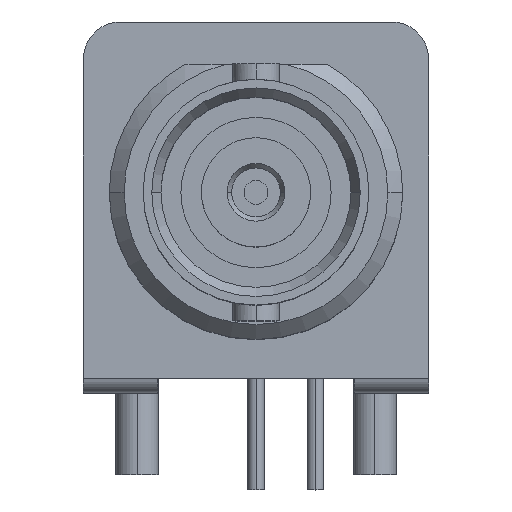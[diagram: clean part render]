
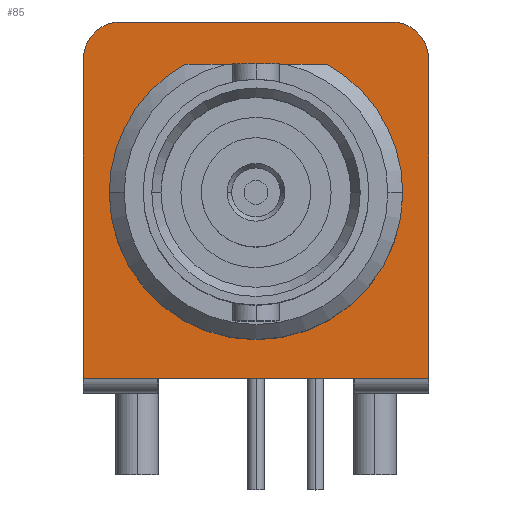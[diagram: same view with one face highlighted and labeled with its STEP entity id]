
A CAD part, top view. The second image highlights one B-rep face of the part: STEP entity #85.
In plain terms, the highlighted planar face has unit normal (0, 0, 1).
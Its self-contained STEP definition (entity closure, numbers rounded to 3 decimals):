
#85=ADVANCED_FACE('',(#265,#266),#267,.T.);
#265=FACE_OUTER_BOUND('',#549,.T.);
#266=FACE_BOUND('',#550,.T.);
#267=PLANE('',#551);
#549=EDGE_LOOP('',(#1025,#1026,#1027,#1028,#1029,#1030));
#550=EDGE_LOOP('',(#1031,#1032,#1033,#1034));
#551=AXIS2_PLACEMENT_3D('',#1035,#1036,#1037);
#1025=ORIENTED_EDGE('',*,*,#1864,.F.);
#1026=ORIENTED_EDGE('',*,*,#1865,.F.);
#1027=ORIENTED_EDGE('',*,*,#1866,.F.);
#1028=ORIENTED_EDGE('',*,*,#1867,.F.);
#1029=ORIENTED_EDGE('',*,*,#1868,.F.);
#1030=ORIENTED_EDGE('',*,*,#1869,.F.);
#1031=ORIENTED_EDGE('',*,*,#1860,.F.);
#1032=ORIENTED_EDGE('',*,*,#1785,.F.);
#1033=ORIENTED_EDGE('',*,*,#1789,.F.);
#1034=ORIENTED_EDGE('',*,*,#1863,.F.);
#1035=CARTESIAN_POINT('',(0.0,0.0,-21.209));
#1036=DIRECTION('',(0.0,0.0,1.0));
#1037=DIRECTION('',(1.0,0.0,0.0));
#1785=EDGE_CURVE('',#2109,#2111,#2112,.T.);
#1789=EDGE_CURVE('',#2116,#2109,#2118,.T.);
#1860=EDGE_CURVE('',#2111,#2234,#2235,.T.);
#1863=EDGE_CURVE('',#2234,#2116,#2238,.T.);
#1864=EDGE_CURVE('',#2239,#2240,#2241,.T.);
#1865=EDGE_CURVE('',#2242,#2239,#2243,.T.);
#1866=EDGE_CURVE('',#2244,#2242,#2245,.T.);
#1867=EDGE_CURVE('',#2246,#2244,#2247,.T.);
#1868=EDGE_CURVE('',#2248,#2246,#2249,.T.);
#1869=EDGE_CURVE('',#2240,#2248,#2250,.T.);
#2109=VERTEX_POINT('',#2643);
#2111=VERTEX_POINT('',#2646);
#2112=CIRCLE('',#2647,6.274);
#2116=VERTEX_POINT('',#2652);
#2118=CIRCLE('',#2655,6.274);
#2234=VERTEX_POINT('',#2858);
#2235=LINE('',#2859,#2860);
#2238=CIRCLE('',#2869,6.274);
#2239=VERTEX_POINT('',#2870);
#2240=VERTEX_POINT('',#2871);
#2241=LINE('',#2872,#2873);
#2242=VERTEX_POINT('',#2874);
#2243=CIRCLE('',#2875,1.575);
#2244=VERTEX_POINT('',#2876);
#2245=LINE('',#2877,#2878);
#2246=VERTEX_POINT('',#2879);
#2247=LINE('',#2880,#2881);
#2248=VERTEX_POINT('',#2882);
#2249=LINE('',#2883,#2884);
#2250=CIRCLE('',#2885,1.575);
#2643=CARTESIAN_POINT('',(6.274,0.,-21.209));
#2646=CARTESIAN_POINT('',(3.043,5.486,-21.209));
#2647=AXIS2_PLACEMENT_3D('',#3421,#3422,#3423);
#2652=CARTESIAN_POINT('',(-6.274,0.,-21.209));
#2655=AXIS2_PLACEMENT_3D('',#3429,#3430,#3431);
#2858=CARTESIAN_POINT('',(-3.043,5.486,-21.209));
#2859=CARTESIAN_POINT('',(3.043,5.486,-21.209));
#2860=VECTOR('',#3576,6.086);
#2869=AXIS2_PLACEMENT_3D('',#3578,#3579,#3580);
#2870=CARTESIAN_POINT('',(-5.804,7.315,-21.209));
#2871=CARTESIAN_POINT('',(5.804,7.315,-21.209));
#2872=CARTESIAN_POINT('',(-5.804,7.315,-21.209));
#2873=VECTOR('',#3581,11.608);
#2874=CARTESIAN_POINT('',(-7.379,5.74,-21.209));
#2875=AXIS2_PLACEMENT_3D('',#3582,#3583,#3584);
#2876=CARTESIAN_POINT('',(-7.379,-7.925,-21.209));
#2877=CARTESIAN_POINT('',(-7.379,-7.925,-21.209));
#2878=VECTOR('',#3585,13.665);
#2879=CARTESIAN_POINT('',(7.379,-7.925,-21.209));
#2880=CARTESIAN_POINT('',(7.379,-7.925,-21.209));
#2881=VECTOR('',#3586,14.757);
#2882=CARTESIAN_POINT('',(7.379,5.74,-21.209));
#2883=CARTESIAN_POINT('',(7.379,5.74,-21.209));
#2884=VECTOR('',#3587,13.665);
#2885=AXIS2_PLACEMENT_3D('',#3588,#3589,#3590);
#3421=CARTESIAN_POINT('',(0.0,0.0,-21.209));
#3422=DIRECTION('',(0.0,0.0,1.0));
#3423=DIRECTION('',(-0.485,0.874,0.0));
#3429=CARTESIAN_POINT('',(0.0,0.0,-21.209));
#3430=DIRECTION('',(0.0,0.0,1.0));
#3431=DIRECTION('',(-0.485,0.874,0.0));
#3576=DIRECTION('',(-1.0,0.0,0.0));
#3578=CARTESIAN_POINT('',(0.0,0.0,-21.209));
#3579=DIRECTION('',(0.0,0.0,1.0));
#3580=DIRECTION('',(-0.485,0.874,0.0));
#3581=DIRECTION('',(1.0,0.0,0.0));
#3582=CARTESIAN_POINT('',(-5.804,5.74,-21.209));
#3583=DIRECTION('',(0.0,0.0,-1.0));
#3584=DIRECTION('',(-1.0,0.0,0.0));
#3585=DIRECTION('',(0.0,1.0,0.0));
#3586=DIRECTION('',(-1.0,0.0,0.0));
#3587=DIRECTION('',(0.0,-1.0,0.0));
#3588=CARTESIAN_POINT('',(5.804,5.74,-21.209));
#3589=DIRECTION('',(0.0,0.0,-1.0));
#3590=DIRECTION('',(0.0,1.0,0.0));
